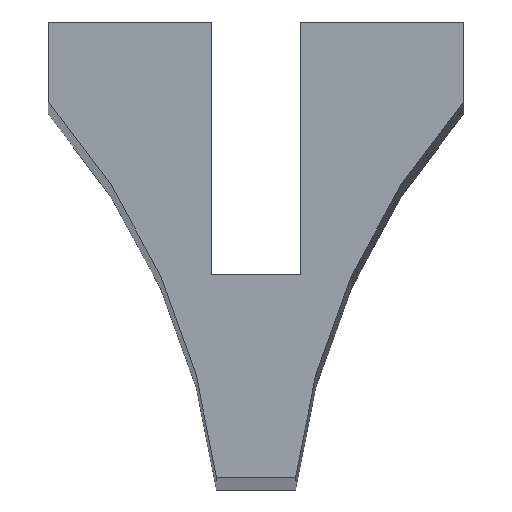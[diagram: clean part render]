
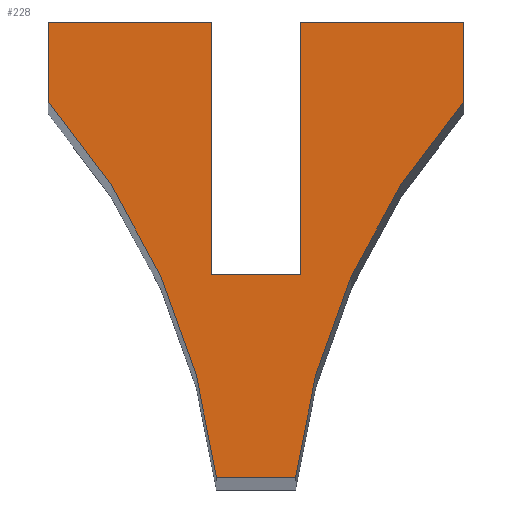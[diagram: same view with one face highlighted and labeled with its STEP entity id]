
A CAD part, top view. The second image highlights one B-rep face of the part: STEP entity #228.
In plain terms, the highlighted planar face has unit normal (0, 0, 1).
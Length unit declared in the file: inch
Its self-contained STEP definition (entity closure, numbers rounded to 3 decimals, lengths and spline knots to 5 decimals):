
#28=FACE_OUTER_BOUND('',#40,.T.);
#40=EDGE_LOOP('',(#197,#198,#199,#200,#201,#202,#203,#204,#205,#206));
#43=CIRCLE('',#251,8.75);
#44=CIRCLE('',#255,8.75);
#54=LINE('',#345,#80);
#57=LINE('',#350,#83);
#59=LINE('',#354,#85);
#61=LINE('',#358,#87);
#64=LINE('',#366,#90);
#66=LINE('',#371,#92);
#69=LINE('',#378,#95);
#70=LINE('',#380,#96);
#80=VECTOR('',#278,0.3937);
#83=VECTOR('',#283,0.3937);
#85=VECTOR('',#287,0.3937);
#87=VECTOR('',#291,0.3937);
#90=VECTOR('',#300,0.3937);
#92=VECTOR('',#304,0.3937);
#95=VECTOR('',#313,0.3937);
#96=VECTOR('',#316,0.3937);
#107=VERTEX_POINT('',#342);
#108=VERTEX_POINT('',#344);
#109=VERTEX_POINT('',#348);
#110=VERTEX_POINT('',#352);
#111=VERTEX_POINT('',#356);
#112=VERTEX_POINT('',#360);
#113=VERTEX_POINT('',#364);
#114=VERTEX_POINT('',#368);
#115=VERTEX_POINT('',#370);
#116=VERTEX_POINT('',#374);
#128=EDGE_CURVE('',#107,#108,#54,.T.);
#131=EDGE_CURVE('',#107,#109,#57,.T.);
#133=EDGE_CURVE('',#110,#109,#59,.T.);
#135=EDGE_CURVE('',#111,#110,#61,.T.);
#137=EDGE_CURVE('',#112,#111,#43,.T.);
#139=EDGE_CURVE('',#113,#112,#64,.T.);
#141=EDGE_CURVE('',#114,#115,#66,.T.);
#144=EDGE_CURVE('',#116,#113,#44,.T.);
#145=EDGE_CURVE('',#115,#116,#69,.T.);
#146=EDGE_CURVE('',#108,#114,#70,.T.);
#197=ORIENTED_EDGE('',*,*,#137,.F.);
#198=ORIENTED_EDGE('',*,*,#139,.F.);
#199=ORIENTED_EDGE('',*,*,#144,.F.);
#200=ORIENTED_EDGE('',*,*,#145,.F.);
#201=ORIENTED_EDGE('',*,*,#141,.F.);
#202=ORIENTED_EDGE('',*,*,#146,.F.);
#203=ORIENTED_EDGE('',*,*,#128,.F.);
#204=ORIENTED_EDGE('',*,*,#131,.T.);
#205=ORIENTED_EDGE('',*,*,#133,.F.);
#206=ORIENTED_EDGE('',*,*,#135,.F.);
#216=PLANE('',#258);
#228=ADVANCED_FACE('',(#28),#216,.F.);
#251=AXIS2_PLACEMENT_3D('',#362,#295,#296);
#255=AXIS2_PLACEMENT_3D('',#376,#309,#310);
#258=AXIS2_PLACEMENT_3D('',#381,#317,#318);
#278=DIRECTION('',(1.,0.,0.));
#283=DIRECTION('',(0.,1.,0.));
#287=DIRECTION('',(1.,0.,0.));
#291=DIRECTION('',(0.,1.,0.));
#295=DIRECTION('center_axis',(0.,0.,1.));
#296=DIRECTION('ref_axis',(0.993,0.118,0.));
#300=DIRECTION('',(-1.,0.,0.));
#304=DIRECTION('',(1.,0.,0.));
#309=DIRECTION('center_axis',(0.,0.,1.));
#310=DIRECTION('ref_axis',(-0.75,0.661,0.));
#313=DIRECTION('',(0.,-1.,0.));
#316=DIRECTION('',(0.,1.,0.));
#317=DIRECTION('center_axis',(0.,0.,-1.));
#318=DIRECTION('ref_axis',(-1.,0.,0.));
#342=CARTESIAN_POINT('',(2.3125,-3.1875,92.25));
#344=CARTESIAN_POINT('',(3.4375,-3.1875,92.25));
#345=CARTESIAN_POINT('',(122.78125,-3.1875,92.25));
#348=CARTESIAN_POINT('',(2.3125,0.,92.25));
#350=CARTESIAN_POINT('',(2.3125,-0.3125,92.25));
#352=CARTESIAN_POINT('',(0.25,0.,92.25));
#354=CARTESIAN_POINT('',(121.375,0.,92.25));
#356=CARTESIAN_POINT('',(0.25,-1.,92.25));
#358=CARTESIAN_POINT('',(0.25,0.,92.25));
#360=CARTESIAN_POINT('',(2.375,-5.75,92.25));
#362=CARTESIAN_POINT('Origin',(-6.31338,-6.78658,92.25));
#364=CARTESIAN_POINT('',(3.375,-5.75,92.25));
#366=CARTESIAN_POINT('',(122.25,-5.75,92.25));
#368=CARTESIAN_POINT('',(3.4375,0.,92.25));
#370=CARTESIAN_POINT('',(5.5,0.,92.25));
#371=CARTESIAN_POINT('',(121.375,0.,92.25));
#374=CARTESIAN_POINT('',(5.5,-1.,92.25));
#376=CARTESIAN_POINT('Origin',(12.06338,-6.78658,92.25));
#378=CARTESIAN_POINT('',(5.5,-0.5,92.25));
#380=CARTESIAN_POINT('',(3.4375,-0.15625,92.25));
#381=CARTESIAN_POINT('Origin',(242.125,0.,92.25));
